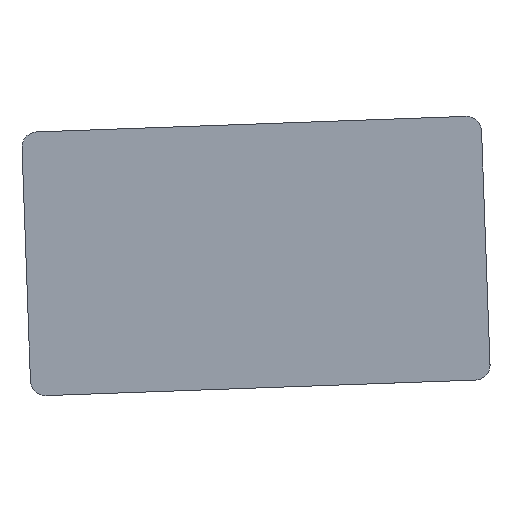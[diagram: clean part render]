
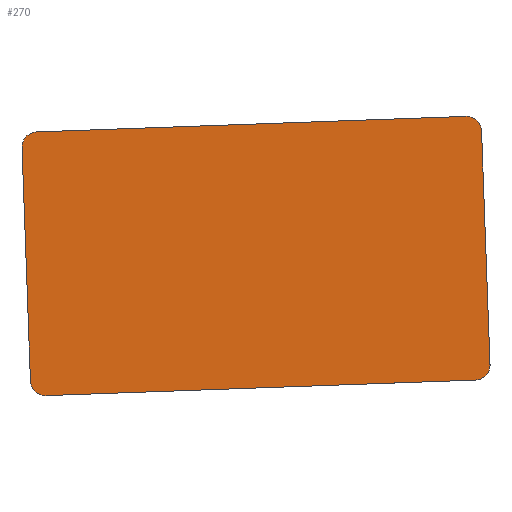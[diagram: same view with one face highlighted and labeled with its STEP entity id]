
A CAD part, top view. The second image highlights one B-rep face of the part: STEP entity #270.
In plain terms, the highlighted planar face has unit normal (0, 0, 1).
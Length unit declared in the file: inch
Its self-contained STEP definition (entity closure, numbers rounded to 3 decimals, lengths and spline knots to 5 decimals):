
#5 = EDGE_CURVE ( 'NONE', #176, #194, #353, .T. ) ;
#9 = CARTESIAN_POINT ( 'NONE',  ( 5.5898, 0.62769, 0. ) ) ;
#14 = DIRECTION ( 'NONE',  ( 0., 0., -1. ) ) ;
#15 = CARTESIAN_POINT ( 'NONE',  ( 5.44065, 4.74999, 0. ) ) ;
#17 = DIRECTION ( 'NONE',  ( -1., 0., 0. ) ) ;
#19 = EDGE_CURVE ( 'NONE', #316, #313, #350, .T. ) ;
#24 = EDGE_CURVE ( 'NONE', #336, #349, #355, .T. ) ;
#43 = CARTESIAN_POINT ( 'NONE',  ( -1.92953, 4.48333, 0. ) ) ;
#49 = CARTESIAN_POINT ( 'NONE',  ( -1.68873, 4.7422, 0. ) ) ;
#51 = CARTESIAN_POINT ( 'NONE',  ( -1.78942, 0.61086, 0. ) ) ;
#53 = CARTESIAN_POINT ( 'NONE',  ( 5.69048, 4.75903, 0. ) ) ;
#58 = CARTESIAN_POINT ( 'NONE',  ( 5.83076, 0.87752, 0. ) ) ;
#63 = CARTESIAN_POINT ( 'NONE',  ( 5.83059, 0.88656, 0. ) ) ;
#103 = CARTESIAN_POINT ( 'NONE',  ( -1.53054, 0.37006, 0. ) ) ;
#120 = AXIS2_PLACEMENT_3D ( 'NONE', #403, #237, #406 ) ;
#124 = EDGE_CURVE ( 'NONE', #313, #205, #412, .T. ) ;
#126 = EDGE_CURVE ( 'NONE', #348, #176, #411, .T. ) ;
#134 = DIRECTION ( 'NONE',  ( -0.036, 0.999, 0. ) ) ;
#140 = EDGE_CURVE ( 'NONE', #308, #316, #405, .T. ) ;
#143 = DIRECTION ( 'NONE',  ( -1., 0., 0. ) ) ;
#149 = DIRECTION ( 'NONE',  ( 0., 0., -1. ) ) ;
#153 = CARTESIAN_POINT ( 'NONE',  ( -1.53958, 0.6199, 0. ) ) ;
#156 = PLANE ( 'NONE',  #120 ) ;
#163 = DIRECTION ( 'NONE',  ( -1., 0., 0. ) ) ;
#169 = DIRECTION ( 'NONE',  ( 0., 0., -1. ) ) ;
#174 = AXIS2_PLACEMENT_3D ( 'NONE', #246, #302, #163 ) ;
#176 = VERTEX_POINT ( 'NONE', #380 ) ;
#177 = AXIS2_PLACEMENT_3D ( 'NONE', #15, #14, #17 ) ;
#194 = VERTEX_POINT ( 'NONE', #103 ) ;
#205 = VERTEX_POINT ( 'NONE', #217 ) ;
#207 = EDGE_CURVE ( 'NONE', #194, #308, #391, .T. ) ;
#215 = CARTESIAN_POINT ( 'NONE',  ( 5.43161, 4.99983, 0. ) ) ;
#217 = CARTESIAN_POINT ( 'NONE',  ( 5.43161, 4.99983, 0. ) ) ;
#233 = AXIS2_PLACEMENT_3D ( 'NONE', #252, #271, #236 ) ;
#236 = DIRECTION ( 'NONE',  ( -1., 0., 0. ) ) ;
#237 = DIRECTION ( 'NONE',  ( 0., 0., -1. ) ) ;
#238 = CARTESIAN_POINT ( 'NONE',  ( -1.67969, 4.49236, 0. ) ) ;
#240 = DIRECTION ( 'NONE',  ( 0.999, 0.036, 0. ) ) ;
#243 = CARTESIAN_POINT ( 'NONE',  ( 5.69048, 4.75903, 0. ) ) ;
#246 = CARTESIAN_POINT ( 'NONE',  ( 5.58076, 0.87752, 0. ) ) ;
#250 = DIRECTION ( 'NONE',  ( 1., 0., 0. ) ) ;
#252 = CARTESIAN_POINT ( 'NONE',  ( 5.58076, 0.87752, 0. ) ) ;
#260 = DIRECTION ( 'NONE',  ( -0.999, -0.036, 0. ) ) ;
#266 = CARTESIAN_POINT ( 'NONE',  ( -1.92953, 4.48333, 0. ) ) ;
#267 = AXIS2_PLACEMENT_3D ( 'NONE', #153, #149, #143 ) ;
#268 = EDGE_CURVE ( 'NONE', #349, #348, #376, .T. ) ;
#270 = ADVANCED_FACE ( 'NONE', ( #402 ), #156, .F. ) ;
#271 = DIRECTION ( 'NONE',  ( 0., 0., -1. ) ) ;
#284 = EDGE_CURVE ( 'NONE', #205, #336, #363, .T. ) ;
#299 = DIRECTION ( 'NONE',  ( 0.036, -0.999, 0. ) ) ;
#302 = DIRECTION ( 'NONE',  ( 0., 0., -1. ) ) ;
#308 = VERTEX_POINT ( 'NONE', #51 ) ;
#313 = VERTEX_POINT ( 'NONE', #49 ) ;
#316 = VERTEX_POINT ( 'NONE', #43 ) ;
#332 = ORIENTED_EDGE ( 'NONE', *, *, #284, .F. ) ;
#333 = ORIENTED_EDGE ( 'NONE', *, *, #24, .F. ) ;
#335 = ORIENTED_EDGE ( 'NONE', *, *, #19, .F. ) ;
#336 = VERTEX_POINT ( 'NONE', #53 ) ;
#337 = ORIENTED_EDGE ( 'NONE', *, *, #124, .F. ) ;
#338 = ORIENTED_EDGE ( 'NONE', *, *, #140, .F. ) ;
#340 = ORIENTED_EDGE ( 'NONE', *, *, #207, .F. ) ;
#343 = ORIENTED_EDGE ( 'NONE', *, *, #5, .F. ) ;
#344 = ORIENTED_EDGE ( 'NONE', *, *, #126, .F. ) ;
#347 = EDGE_LOOP ( 'NONE', ( #394, #333, #332, #337, #335, #338, #340, #343, #344 ) ) ;
#348 = VERTEX_POINT ( 'NONE', #58 ) ;
#349 = VERTEX_POINT ( 'NONE', #63 ) ;
#350 = CIRCLE ( 'NONE', #387, 0.25 ) ;
#353 = LINE ( 'NONE', #9, #354 ) ;
#354 = VECTOR ( 'NONE', #260, 39.37008 ) ;
#355 = LINE ( 'NONE', #243, #358 ) ;
#358 = VECTOR ( 'NONE', #299, 39.37008 ) ;
#363 = CIRCLE ( 'NONE', #177, 0.25 ) ;
#376 = CIRCLE ( 'NONE', #233, 0.25 ) ;
#380 = CARTESIAN_POINT ( 'NONE',  ( 5.5898, 0.62769, 0. ) ) ;
#387 = AXIS2_PLACEMENT_3D ( 'NONE', #238, #169, #250 ) ;
#391 = CIRCLE ( 'NONE', #267, 0.25 ) ;
#394 = ORIENTED_EDGE ( 'NONE', *, *, #268, .F. ) ;
#402 = FACE_OUTER_BOUND ( 'NONE', #347, .T. ) ;
#403 = CARTESIAN_POINT ( 'NONE',  ( 5.58076, 0.87752, 0. ) ) ;
#404 = VECTOR ( 'NONE', #134, 39.37008 ) ;
#405 = LINE ( 'NONE', #266, #404 ) ;
#406 = DIRECTION ( 'NONE',  ( -1., 0., 0. ) ) ;
#409 = VECTOR ( 'NONE', #240, 39.37008 ) ;
#411 = CIRCLE ( 'NONE', #174, 0.25 ) ;
#412 = LINE ( 'NONE', #215, #409 ) ;
